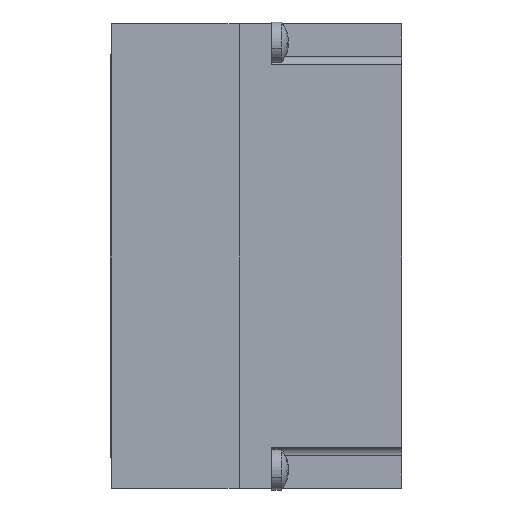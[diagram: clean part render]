
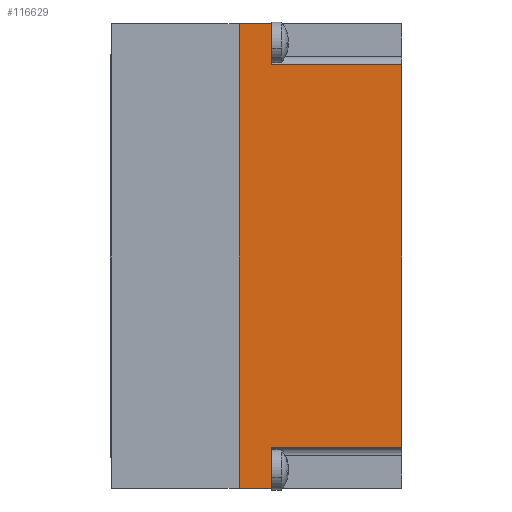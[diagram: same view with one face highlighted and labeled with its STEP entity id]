
A CAD part, left-side view. The second image highlights one B-rep face of the part: STEP entity #116629.
In plain terms, the highlighted planar face has unit normal (-1, 0, 0).
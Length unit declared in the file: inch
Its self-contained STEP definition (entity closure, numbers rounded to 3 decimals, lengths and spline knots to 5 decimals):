
#6891 = EDGE_CURVE ( 'NONE', #218460, #108700, #66288, .T. ) ;
#24114 = PLANE ( 'NONE',  #166170 ) ;
#30727 = ORIENTED_EDGE ( 'NONE', *, *, #6891, .T. ) ;
#32207 = EDGE_CURVE ( 'NONE', #74120, #149469, #96325, .T. ) ;
#32528 = VERTEX_POINT ( 'NONE', #113727 ) ;
#33980 = VECTOR ( 'NONE', #43954, 39.37008 ) ;
#41678 = CARTESIAN_POINT ( 'NONE',  ( -2.25197, -0.33694, -2.05315 ) ) ;
#43954 = DIRECTION ( 'NONE',  ( 0., -1., 0. ) ) ;
#44721 = ORIENTED_EDGE ( 'NONE', *, *, #32207, .T. ) ;
#49028 = CARTESIAN_POINT ( 'NONE',  ( -2.25197, -1.40551, -2.05315 ) ) ;
#51705 = EDGE_LOOP ( 'NONE', ( #218428, #110707, #159877, #30727, #183242, #112064, #44721, #144258 ) ) ;
#55649 = DIRECTION ( 'NONE',  ( 0., 0., -1. ) ) ;
#56095 = LINE ( 'NONE', #143366, #213058 ) ;
#57911 = CARTESIAN_POINT ( 'NONE',  ( -2.25197, -1.40551, 0. ) ) ;
#59011 = DIRECTION ( 'NONE',  ( 1., 0., 0. ) ) ;
#62904 = CARTESIAN_POINT ( 'NONE',  ( -2.25197, -1.40551, 0. ) ) ;
#66288 = LINE ( 'NONE', #137252, #216383 ) ;
#74120 = VERTEX_POINT ( 'NONE', #217961 ) ;
#82901 = LINE ( 'NONE', #153838, #173850 ) ;
#88473 = VERTEX_POINT ( 'NONE', #101178 ) ;
#88684 = CARTESIAN_POINT ( 'NONE',  ( -2.25197, -0.33694, -0.19882 ) ) ;
#93370 = CARTESIAN_POINT ( 'NONE',  ( -2.25197, -0.61811, 0. ) ) ;
#96325 = LINE ( 'NONE', #41678, #33980 ) ;
#101178 = CARTESIAN_POINT ( 'NONE',  ( -2.25197, -0.77559, -0.19882 ) ) ;
#108700 = VERTEX_POINT ( 'NONE', #190865 ) ;
#110707 = ORIENTED_EDGE ( 'NONE', *, *, #151266, .F. ) ;
#111454 = EDGE_CURVE ( 'NONE', #88473, #32528, #173633, .T. ) ;
#112064 = ORIENTED_EDGE ( 'NONE', *, *, #149820, .F. ) ;
#113727 = CARTESIAN_POINT ( 'NONE',  ( -2.25197, -1.40551, -0.19882 ) ) ;
#116629 = ADVANCED_FACE ( 'NONE', ( #178957 ), #24114, .F. ) ;
#119249 = CARTESIAN_POINT ( 'NONE',  ( -2.25197, -0.77559, 0. ) ) ;
#122701 = EDGE_CURVE ( 'NONE', #32528, #149469, #135009, .T. ) ;
#135009 = LINE ( 'NONE', #62904, #168714 ) ;
#136321 = DIRECTION ( 'NONE',  ( 0., 1., 0. ) ) ;
#137252 = CARTESIAN_POINT ( 'NONE',  ( -2.25197, -0.61811, 0. ) ) ;
#143366 = CARTESIAN_POINT ( 'NONE',  ( -2.25197, -0.77559, 0. ) ) ;
#144258 = ORIENTED_EDGE ( 'NONE', *, *, #122701, .F. ) ;
#145648 = DIRECTION ( 'NONE',  ( 0., 0., -1. ) ) ;
#149468 = DIRECTION ( 'NONE',  ( 0., 0., -1. ) ) ;
#149469 = VERTEX_POINT ( 'NONE', #49028 ) ;
#149820 = EDGE_CURVE ( 'NONE', #74120, #217272, #163556, .T. ) ;
#151266 = EDGE_CURVE ( 'NONE', #211169, #88473, #56095, .T. ) ;
#153838 = CARTESIAN_POINT ( 'NONE',  ( -2.25197, -1.40551, 0. ) ) ;
#154892 = EDGE_CURVE ( 'NONE', #211169, #218460, #82901, .T. ) ;
#159877 = ORIENTED_EDGE ( 'NONE', *, *, #154892, .T. ) ;
#163556 = LINE ( 'NONE', #200540, #167123 ) ;
#166170 = AXIS2_PLACEMENT_3D ( 'NONE', #57911, #59011, #55649 ) ;
#167123 = VECTOR ( 'NONE', #149468, 39.37008 ) ;
#168205 = VECTOR ( 'NONE', #178225, 39.37008 ) ;
#168714 = VECTOR ( 'NONE', #186236, 39.37008 ) ;
#170038 = VECTOR ( 'NONE', #171223, 39.37008 ) ;
#171223 = DIRECTION ( 'NONE',  ( 0., 1., 0. ) ) ;
#173633 = LINE ( 'NONE', #88684, #168205 ) ;
#173850 = VECTOR ( 'NONE', #136321, 39.37008 ) ;
#178225 = DIRECTION ( 'NONE',  ( 0., -1., 0. ) ) ;
#178957 = FACE_OUTER_BOUND ( 'NONE', #51705, .T. ) ;
#183242 = ORIENTED_EDGE ( 'NONE', *, *, #224515, .F. ) ;
#186236 = DIRECTION ( 'NONE',  ( 0., 0., -1. ) ) ;
#190865 = CARTESIAN_POINT ( 'NONE',  ( -2.25197, -0.61811, -2.25197 ) ) ;
#195323 = DIRECTION ( 'NONE',  ( 0., 0., -1. ) ) ;
#195867 = CARTESIAN_POINT ( 'NONE',  ( -2.25197, -0.77559, -2.25197 ) ) ;
#200540 = CARTESIAN_POINT ( 'NONE',  ( -2.25197, -0.77559, -2.25197 ) ) ;
#202502 = CARTESIAN_POINT ( 'NONE',  ( -2.25197, -1.40551, -2.25197 ) ) ;
#211169 = VERTEX_POINT ( 'NONE', #119249 ) ;
#213058 = VECTOR ( 'NONE', #145648, 39.37008 ) ;
#216383 = VECTOR ( 'NONE', #195323, 39.37008 ) ;
#217272 = VERTEX_POINT ( 'NONE', #195867 ) ;
#217961 = CARTESIAN_POINT ( 'NONE',  ( -2.25197, -0.77559, -2.05315 ) ) ;
#218428 = ORIENTED_EDGE ( 'NONE', *, *, #111454, .F. ) ;
#218460 = VERTEX_POINT ( 'NONE', #93370 ) ;
#223562 = LINE ( 'NONE', #202502, #170038 ) ;
#224515 = EDGE_CURVE ( 'NONE', #217272, #108700, #223562, .T. ) ;
